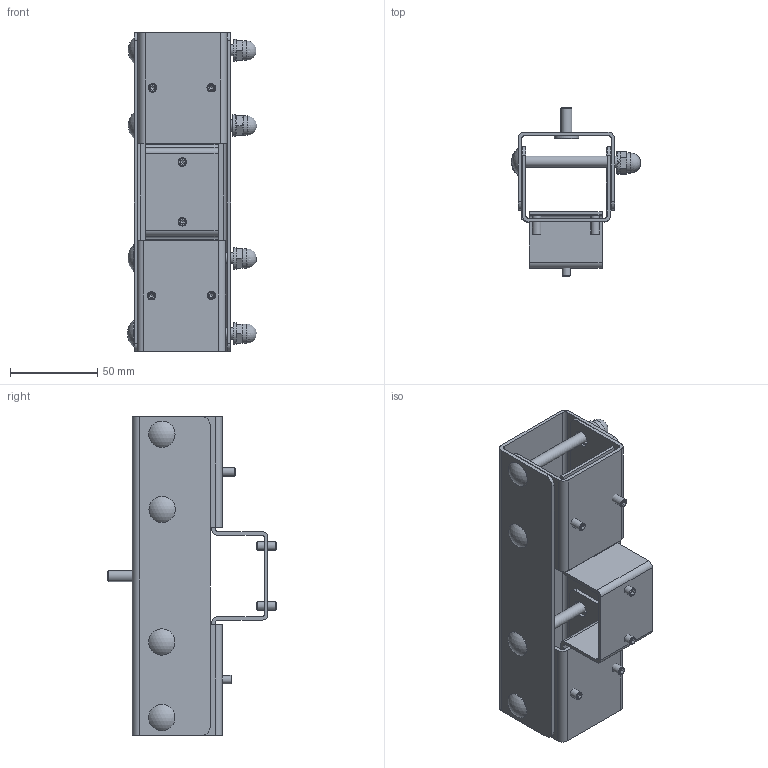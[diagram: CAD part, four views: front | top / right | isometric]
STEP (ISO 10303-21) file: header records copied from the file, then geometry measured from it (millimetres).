
FILE_DESCRIPTION(/* description */ (''),/* implementation_level */ '2;1');
FILE_NAME(/* name */ 'CM-S-(G) core 1-1 crossover.stp',/* time_stamp */ '2024-02-06T11:56:35-05:00',/* author */ ('DanielTentori'),/* organization */ (''),/* preprocessor_version */ 'ST-DEVELOPER v20',/* originating_system */ 'Autodesk Inventor 2024',/* authorisation */ '');
FILE_SCHEMA (('AUTOMOTIVE_DESIGN { 1 0 10303 214 3 1 1 }'));
Length unit declared in the file: inch
Products named in the file (9): CM-S-(G); MB-H-SHB-(C)-(V); MB-AN; MB-H-CB-S; MB-SLW; MB-H-SS; MB-X-XT-(C)-(V); MB-X-SS-(C)-(V); MB-H-SS-10-32-3-8
Assembly tree (23 placements, depth 2):
  CM-S-(G)
    MB-H-SHB-(C)-(V)  x2
    MB-AN  x4
    MB-H-CB-S  x4
    MB-SLW  x4
    MB-H-SS
    MB-X-XT-(C)-(V)
    MB-X-SS-(C)-(V)
    MB-H-SS-10-32-3-8  x6
Bounding box: 74.12 x 96.51 x 182.58 mm (x, y, z)
Volume: 111120.7 mm3; surface area: 117770.4 mm2
Topology: 23 solids, 23 shells, 371 faces, 901 edges, 581 vertices
Faces by surface type: plane 199, cylinder 79, cone 79, sphere 12, torus 2
Full cylindrical faces by diameter (mm): 3.556 x1, 3.962 x6, 4.826 x6, 4.978 x4, 6.35 x5, 9.525 x8, 11.125 x4, 14.097 x1, 15.088 x4
Entity records: 5450 total; most frequent: CARTESIAN_POINT 930, DIRECTION 875, ORIENTED_EDGE 814, EDGE_CURVE 407, AXIS2_PLACEMENT_3D 305, VERTEX_POINT 267, LINE 265, VECTOR 265
